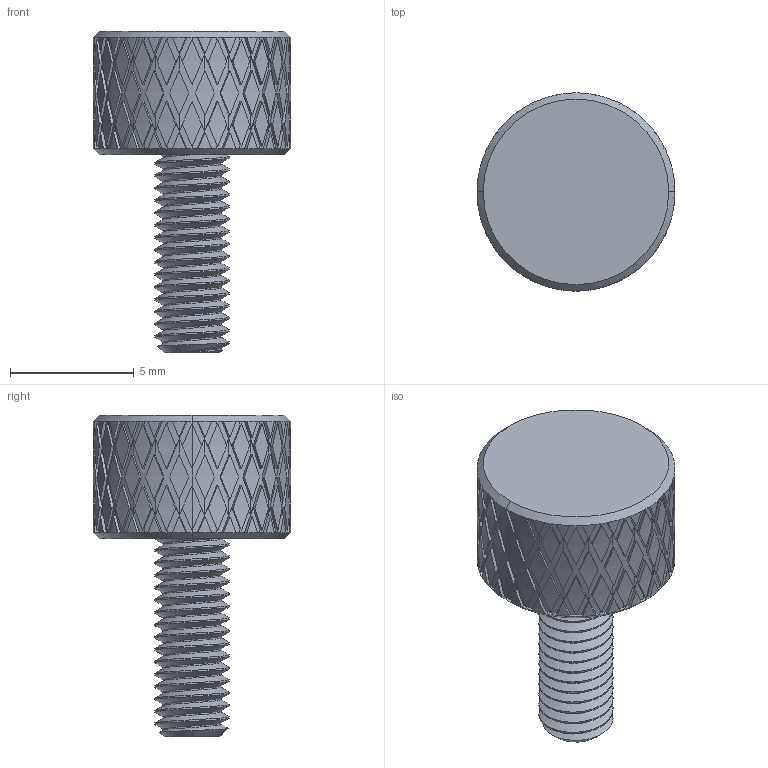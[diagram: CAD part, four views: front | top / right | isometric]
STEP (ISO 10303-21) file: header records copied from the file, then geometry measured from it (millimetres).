
FILE_DESCRIPTION (( 'STEP AP203' ), '1' );
FILE_NAME ('92545A111.step', '2013-09-13T15:05:20', ( '' ), ( '' ), 'SwSTEP 2.0', 'SolidWorks 2010', '' );
FILE_SCHEMA (( 'CONFIG_CONTROL_DESIGN' ));
Length unit declared in the file: millimetre
Products named in the file (1): 92545A111
Bounding box: 8 x 8 x 13 mm (x, y, z)
Volume: 288.2 mm3; surface area: 380.9 mm2
Topology: 1 solids, 1 shells, 719 faces, 1709 edges, 993 vertices
Faces by surface type: plane 435, cylinder 275, cone 6, bspline 3
Entity records: 21968 total; most frequent: CARTESIAN_POINT 8213, ORIENTED_EDGE 3418, DIRECTION 2410, EDGE_CURVE 1709, VERTEX_POINT 993, AXIS2_PLACEMENT_3D 921, EDGE_LOOP 720, FACE_OUTER_BOUND 719
